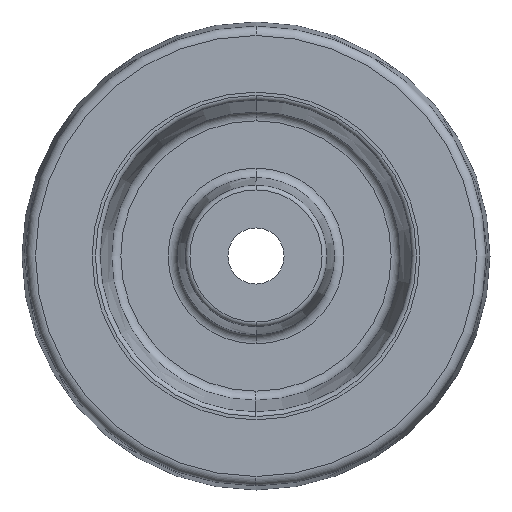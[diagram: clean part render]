
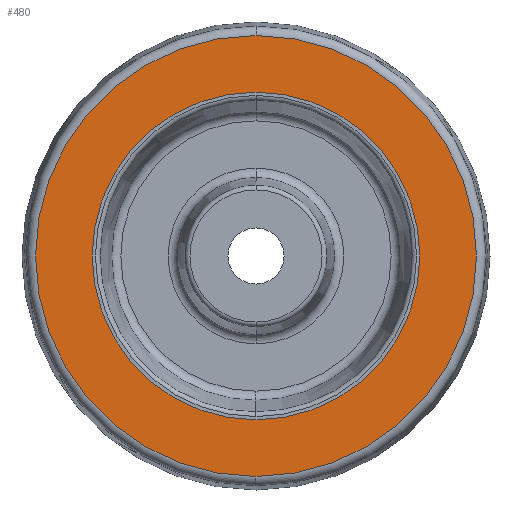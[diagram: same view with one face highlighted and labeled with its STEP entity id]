
A CAD part, left-side view. The second image highlights one B-rep face of the part: STEP entity #480.
In plain terms, the highlighted planar face has unit normal (-1, 0, 0).
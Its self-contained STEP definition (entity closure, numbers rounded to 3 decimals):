
#9 = DIRECTION ( 'NONE',  ( 0., 0., 1. ) ) ;
#25 = ORIENTED_EDGE ( 'NONE', *, *, #237, .F. ) ;
#127 = VERTEX_POINT ( 'NONE', #206 ) ;
#160 = AXIS2_PLACEMENT_3D ( 'NONE', #783, #671, #777 ) ;
#164 = ORIENTED_EDGE ( 'NONE', *, *, #664, .T. ) ;
#206 = CARTESIAN_POINT ( 'NONE',  ( 2., 0., -35. ) ) ;
#237 = EDGE_CURVE ( 'NONE', #378, #127, #276, .T. ) ;
#252 = CIRCLE ( 'NONE', #492, 47.108 ) ;
#268 = AXIS2_PLACEMENT_3D ( 'NONE', #1351, #703, #9 ) ;
#276 = CIRCLE ( 'NONE', #860, 35. ) ;
#282 = EDGE_CURVE ( 'NONE', #768, #491, #252, .T. ) ;
#335 = CARTESIAN_POINT ( 'NONE',  ( 2., 0., 0. ) ) ;
#378 = VERTEX_POINT ( 'NONE', #1364 ) ;
#387 = DIRECTION ( 'NONE',  ( 1., 0., 0. ) ) ;
#400 = CIRCLE ( 'NONE', #268, 35. ) ;
#444 = DIRECTION ( 'NONE',  ( -1., 0., 0. ) ) ;
#480 = ADVANCED_FACE ( 'NONE', ( #1255, #820 ), #957, .F. ) ;
#491 = VERTEX_POINT ( 'NONE', #616 ) ;
#492 = AXIS2_PLACEMENT_3D ( 'NONE', #605, #942, #830 ) ;
#510 = CIRCLE ( 'NONE', #160, 47.108 ) ;
#522 = EDGE_LOOP ( 'NONE', ( #747, #164 ) ) ;
#605 = CARTESIAN_POINT ( 'NONE',  ( 2., 0., 0. ) ) ;
#616 = CARTESIAN_POINT ( 'NONE',  ( 2., 0., -47.108 ) ) ;
#664 = EDGE_CURVE ( 'NONE', #491, #768, #510, .T. ) ;
#671 = DIRECTION ( 'NONE',  ( -1., 0., 0. ) ) ;
#703 = DIRECTION ( 'NONE',  ( -1., 0., 0. ) ) ;
#731 = DIRECTION ( 'NONE',  ( 0., 0., -1. ) ) ;
#746 = EDGE_CURVE ( 'NONE', #127, #378, #400, .T. ) ;
#747 = ORIENTED_EDGE ( 'NONE', *, *, #282, .T. ) ;
#768 = VERTEX_POINT ( 'NONE', #1223 ) ;
#777 = DIRECTION ( 'NONE',  ( 0., 0., 1. ) ) ;
#783 = CARTESIAN_POINT ( 'NONE',  ( 2., 0., 0. ) ) ;
#811 = AXIS2_PLACEMENT_3D ( 'NONE', #1371, #387, #731 ) ;
#820 = FACE_OUTER_BOUND ( 'NONE', #522, .T. ) ;
#830 = DIRECTION ( 'NONE',  ( 0., 0., 1. ) ) ;
#860 = AXIS2_PLACEMENT_3D ( 'NONE', #335, #444, #1222 ) ;
#942 = DIRECTION ( 'NONE',  ( -1., 0., 0. ) ) ;
#957 = PLANE ( 'NONE',  #811 ) ;
#1144 = ORIENTED_EDGE ( 'NONE', *, *, #746, .F. ) ;
#1222 = DIRECTION ( 'NONE',  ( 0., 0., 1. ) ) ;
#1223 = CARTESIAN_POINT ( 'NONE',  ( 2., 0., 47.108 ) ) ;
#1255 = FACE_BOUND ( 'NONE', #1287, .T. ) ;
#1287 = EDGE_LOOP ( 'NONE', ( #25, #1144 ) ) ;
#1351 = CARTESIAN_POINT ( 'NONE',  ( 2., 0., 0. ) ) ;
#1364 = CARTESIAN_POINT ( 'NONE',  ( 2., 0., 35. ) ) ;
#1371 = CARTESIAN_POINT ( 'NONE',  ( 2., 35., 0. ) ) ;
